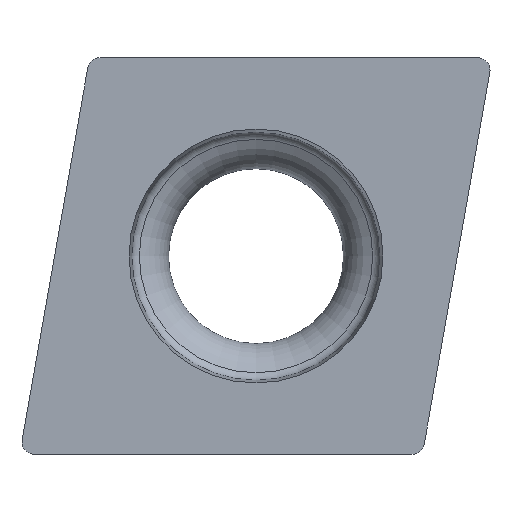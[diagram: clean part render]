
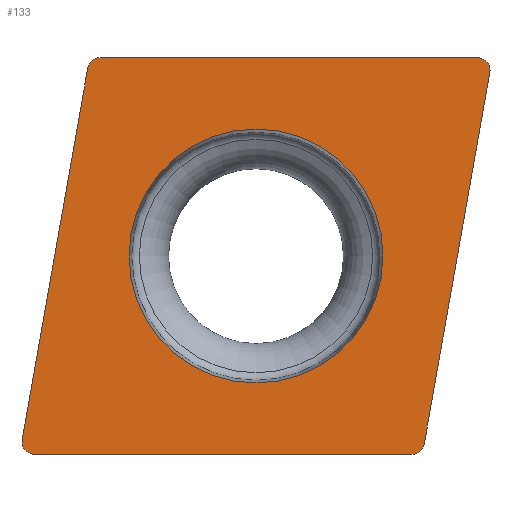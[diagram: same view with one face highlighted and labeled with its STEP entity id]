
A CAD part, top view. The second image highlights one B-rep face of the part: STEP entity #133.
In plain terms, the highlighted planar face has unit normal (0, 0, 1).
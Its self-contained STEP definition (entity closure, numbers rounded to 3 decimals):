
#108=FACE_BOUND('',#169,.T.);
#109=FACE_BOUND('',#170,.T.);
#123=PLANE('',#416);
#133=ADVANCED_FACE('',(#108,#109),#123,.T.);
#169=EDGE_LOOP('',(#245));
#170=EDGE_LOOP('',(#246,#247,#248,#249,#250,#251,#252,#253));
#183=CIRCLE('',#397,0.2);
#184=CIRCLE('',#400,0.2);
#185=CIRCLE('',#403,0.2);
#186=CIRCLE('',#406,0.2);
#188=CIRCLE('',#415,2.032);
#245=ORIENTED_EDGE('',*,*,#344,.F.);
#246=ORIENTED_EDGE('',*,*,#310,.T.);
#247=ORIENTED_EDGE('',*,*,#314,.T.);
#248=ORIENTED_EDGE('',*,*,#318,.T.);
#249=ORIENTED_EDGE('',*,*,#322,.T.);
#250=ORIENTED_EDGE('',*,*,#326,.T.);
#251=ORIENTED_EDGE('',*,*,#330,.T.);
#252=ORIENTED_EDGE('',*,*,#334,.T.);
#253=ORIENTED_EDGE('',*,*,#338,.T.);
#279=VERTEX_POINT('',#519);
#281=VERTEX_POINT('',#547);
#285=VERTEX_POINT('',#556);
#287=VERTEX_POINT('',#581);
#291=VERTEX_POINT('',#590);
#293=VERTEX_POINT('',#621);
#297=VERTEX_POINT('',#630);
#299=VERTEX_POINT('',#655);
#303=VERTEX_POINT('',#673);
#310=EDGE_CURVE('',#279,#281,#183,.T.);
#314=EDGE_CURVE('',#281,#285,#353,.T.);
#318=EDGE_CURVE('',#285,#287,#184,.T.);
#322=EDGE_CURVE('',#287,#291,#359,.T.);
#326=EDGE_CURVE('',#291,#293,#185,.T.);
#330=EDGE_CURVE('',#293,#297,#365,.T.);
#334=EDGE_CURVE('',#297,#299,#186,.T.);
#338=EDGE_CURVE('',#299,#279,#371,.T.);
#344=EDGE_CURVE('',#303,#303,#188,.T.);
#353=LINE('',#557,#377);
#359=LINE('',#591,#383);
#365=LINE('',#631,#389);
#371=LINE('',#663,#395);
#377=VECTOR('',#439,1.);
#383=VECTOR('',#451,1.);
#389=VECTOR('',#463,1.);
#395=VECTOR('',#475,1.);
#397=AXIS2_PLACEMENT_3D('',#548,#432,#433);
#400=AXIS2_PLACEMENT_3D('',#582,#444,#445);
#403=AXIS2_PLACEMENT_3D('',#622,#456,#457);
#406=AXIS2_PLACEMENT_3D('',#656,#468,#469);
#415=AXIS2_PLACEMENT_3D('',#672,#490,#491);
#416=AXIS2_PLACEMENT_3D('',#674,#492,#493);
#432=DIRECTION('',(0.,0.,1.));
#433=DIRECTION('',(1.,0.,0.));
#439=DIRECTION('',(1.,0.,0.));
#444=DIRECTION('',(0.,0.,1.));
#445=DIRECTION('',(1.,0.,0.));
#451=DIRECTION('',(0.174,0.985,0.));
#456=DIRECTION('',(0.,0.,1.));
#457=DIRECTION('',(1.,0.,0.));
#463=DIRECTION('',(-1.,0.,0.));
#468=DIRECTION('',(0.,0.,1.));
#469=DIRECTION('',(1.,0.,0.));
#475=DIRECTION('',(-0.174,-0.985,0.));
#490=DIRECTION('',(0.,0.,1.));
#491=DIRECTION('',(1.,0.,0.));
#492=DIRECTION('',(0.,0.,1.));
#493=DIRECTION('',(1.,0.,0.));
#519=CARTESIAN_POINT('',(-3.742,-2.94,0.));
#547=CARTESIAN_POINT('',(-3.545,-3.175,0.));
#548=CARTESIAN_POINT('',(-3.545,-2.975,0.));
#556=CARTESIAN_POINT('',(2.496,-3.175,0.));
#557=CARTESIAN_POINT('',(-3.545,-3.175,0.));
#581=CARTESIAN_POINT('',(2.693,-3.01,0.));
#582=CARTESIAN_POINT('',(2.496,-2.975,0.));
#590=CARTESIAN_POINT('',(3.742,2.94,0.));
#591=CARTESIAN_POINT('',(2.511,-4.043,0.));
#621=CARTESIAN_POINT('',(3.545,3.175,0.));
#622=CARTESIAN_POINT('',(3.545,2.975,0.));
#630=CARTESIAN_POINT('',(-2.496,3.175,0.));
#631=CARTESIAN_POINT('',(-3.545,3.175,0.));
#655=CARTESIAN_POINT('',(-2.693,3.01,0.));
#656=CARTESIAN_POINT('',(-2.496,2.975,0.));
#663=CARTESIAN_POINT('',(-3.742,-2.94,0.));
#672=CARTESIAN_POINT('',(0.,0.,0.));
#673=CARTESIAN_POINT('',(2.032,0.,0.));
#674=CARTESIAN_POINT('',(-3.545,-2.975,0.));
